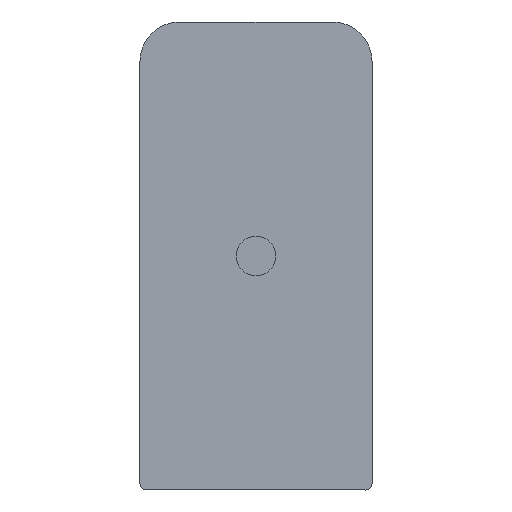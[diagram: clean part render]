
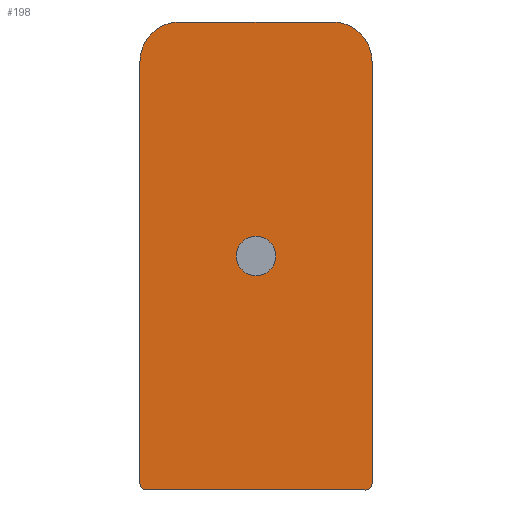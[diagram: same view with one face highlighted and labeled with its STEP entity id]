
A CAD part, front view. The second image highlights one B-rep face of the part: STEP entity #198.
In plain terms, the highlighted planar face has unit normal (0, -1, 0).
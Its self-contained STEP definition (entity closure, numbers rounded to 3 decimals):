
#15=FACE_BOUND('',#38,.T.);
#17=PLANE('',#226);
#25=FACE_OUTER_BOUND('',#37,.T.);
#37=EDGE_LOOP('',(#145,#146,#147,#148,#149,#150,#151,#152));
#38=EDGE_LOOP('',(#153));
#50=LINE('',#319,#67);
#53=LINE('',#325,#70);
#54=LINE('',#329,#71);
#55=LINE('',#333,#72);
#67=VECTOR('',#256,10.);
#70=VECTOR('',#261,10.);
#71=VECTOR('',#264,10.);
#72=VECTOR('',#267,10.);
#83=CIRCLE('',#224,0.25);
#84=CIRCLE('',#227,0.25);
#85=CIRCLE('',#228,1.6);
#86=CIRCLE('',#229,1.6);
#87=CIRCLE('',#230,0.8);
#94=VERTEX_POINT('',#312);
#95=VERTEX_POINT('',#314);
#96=VERTEX_POINT('',#318);
#98=VERTEX_POINT('',#324);
#99=VERTEX_POINT('',#326);
#100=VERTEX_POINT('',#328);
#101=VERTEX_POINT('',#330);
#102=VERTEX_POINT('',#332);
#103=VERTEX_POINT('',#335);
#112=EDGE_CURVE('',#94,#95,#83,.T.);
#114=EDGE_CURVE('',#96,#95,#50,.T.);
#117=EDGE_CURVE('',#94,#98,#53,.T.);
#118=EDGE_CURVE('',#99,#98,#84,.T.);
#119=EDGE_CURVE('',#99,#100,#54,.T.);
#120=EDGE_CURVE('',#100,#101,#85,.T.);
#121=EDGE_CURVE('',#101,#102,#55,.T.);
#122=EDGE_CURVE('',#102,#96,#86,.T.);
#123=EDGE_CURVE('',#103,#103,#87,.T.);
#145=ORIENTED_EDGE('',*,*,#112,.F.);
#146=ORIENTED_EDGE('',*,*,#117,.T.);
#147=ORIENTED_EDGE('',*,*,#118,.F.);
#148=ORIENTED_EDGE('',*,*,#119,.T.);
#149=ORIENTED_EDGE('',*,*,#120,.T.);
#150=ORIENTED_EDGE('',*,*,#121,.T.);
#151=ORIENTED_EDGE('',*,*,#122,.T.);
#152=ORIENTED_EDGE('',*,*,#114,.T.);
#153=ORIENTED_EDGE('',*,*,#123,.T.);
#198=ADVANCED_FACE('',(#25,#15),#17,.F.);
#224=AXIS2_PLACEMENT_3D('',#315,#251,#252);
#226=AXIS2_PLACEMENT_3D('',#323,#259,#260);
#227=AXIS2_PLACEMENT_3D('',#327,#262,#263);
#228=AXIS2_PLACEMENT_3D('',#331,#265,#266);
#229=AXIS2_PLACEMENT_3D('',#334,#268,#269);
#230=AXIS2_PLACEMENT_3D('',#336,#270,#271);
#251=DIRECTION('center_axis',(0.,1.,0.));
#252=DIRECTION('ref_axis',(-0.707,0.,-0.707));
#256=DIRECTION('',(0.,0.,-1.));
#259=DIRECTION('center_axis',(0.,1.,0.));
#260=DIRECTION('ref_axis',(-0.174,0.,0.985));
#261=DIRECTION('',(1.,0.,0.));
#262=DIRECTION('center_axis',(0.,1.,0.));
#263=DIRECTION('ref_axis',(0.707,0.,-0.707));
#264=DIRECTION('',(0.,0.,1.));
#265=DIRECTION('center_axis',(0.,-1.,0.));
#266=DIRECTION('ref_axis',(0.,0.,1.));
#267=DIRECTION('',(-1.,0.,0.));
#268=DIRECTION('center_axis',(0.,-1.,0.));
#269=DIRECTION('ref_axis',(-1.,0.,0.));
#270=DIRECTION('center_axis',(0.,1.,0.));
#271=DIRECTION('ref_axis',(0.985,0.,0.174));
#312=CARTESIAN_POINT('',(-4.438,0.,-9.45));
#314=CARTESIAN_POINT('',(-4.688,0.,-9.2));
#315=CARTESIAN_POINT('Origin',(-4.438,0.,-9.2));
#318=CARTESIAN_POINT('',(-4.687,0.,7.85));
#319=CARTESIAN_POINT('',(-4.688,0.,-4.798));
#323=CARTESIAN_POINT('Origin',(-0.103,0.,-0.147));
#324=CARTESIAN_POINT('',(4.437,0.,-9.45));
#325=CARTESIAN_POINT('',(2.292,0.,-9.45));
#326=CARTESIAN_POINT('',(4.687,0.,-9.2));
#327=CARTESIAN_POINT('Origin',(4.437,0.,-9.2));
#328=CARTESIAN_POINT('',(4.688,0.,7.85));
#329=CARTESIAN_POINT('',(4.688,0.,3.852));
#330=CARTESIAN_POINT('',(3.088,0.,9.45));
#331=CARTESIAN_POINT('Origin',(3.088,0.,7.85));
#332=CARTESIAN_POINT('',(-3.087,0.,9.45));
#333=CARTESIAN_POINT('',(-1.595,0.,9.45));
#334=CARTESIAN_POINT('Origin',(-3.087,0.,7.85));
#335=CARTESIAN_POINT('',(-0.788,0.,-0.139));
#336=CARTESIAN_POINT('Origin',(0.,0.,0.));
